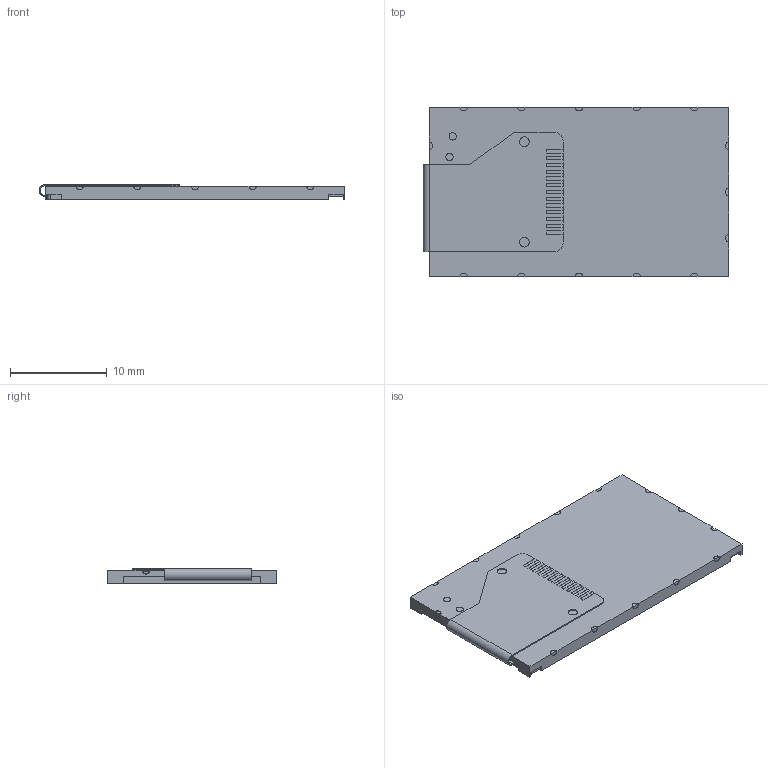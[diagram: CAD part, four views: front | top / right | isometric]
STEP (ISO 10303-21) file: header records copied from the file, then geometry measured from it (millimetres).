
FILE_DESCRIPTION(/* description */ (''),/* implementation_level */ '2;1');
FILE_NAME(/* name */ 'ZJY114IPS.stp',/* time_stamp */ '2023-10-08T20:13:44-04:00',/* author */ ('madis'),/* organization */ (''),/* preprocessor_version */ 'ST-DEVELOPER v19.2',/* originating_system */ 'Autodesk Inventor 2024',/* authorisation */ '');
FILE_SCHEMA (('AUTOMOTIVE_DESIGN { 1 0 10303 214 3 1 1 }'));
Length unit declared in the file: millimetre
Products named in the file (2): PCB Component; DISP_LCD_GENERIC_SPI_1.14IN_240X135_WRAPUNDER
Assembly tree (1 placements, depth 2):
  PCB Component
    DISP_LCD_GENERIC_SPI_1.14IN_240X135_WRAPUNDER
Bounding box: 31.66 x 17.55 x 1.52 mm (x, y, z)
Volume: 618.8 mm3; surface area: 1785 mm2
Topology: 1 solids, 1 shells, 281 faces, 773 edges, 502 vertices
Faces by surface type: plane 198, cylinder 83
Full cylindrical faces by diameter (mm): 0.762 x4, 1 x2
Entity records: 9261 total; most frequent: CARTESIAN_POINT 1559, ORIENTED_EDGE 1546, DIRECTION 1503, EDGE_CURVE 773, LINE 611, VECTOR 611, VERTEX_POINT 502, AXIS2_PLACEMENT_3D 446
